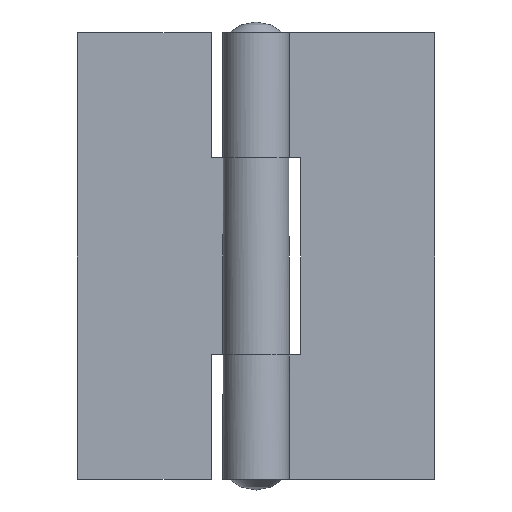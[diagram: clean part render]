
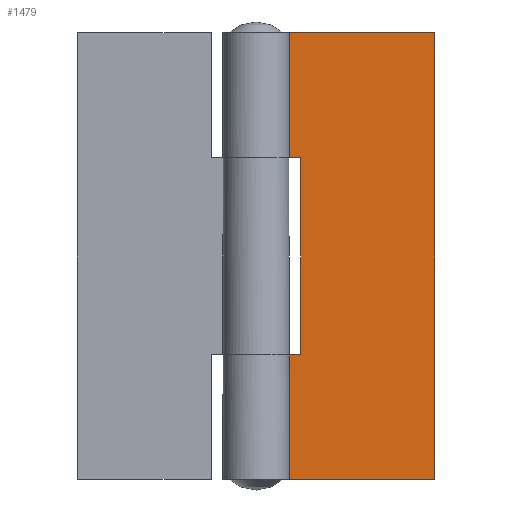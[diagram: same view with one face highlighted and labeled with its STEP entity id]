
A CAD part, front view. The second image highlights one B-rep face of the part: STEP entity #1479.
In plain terms, the highlighted free-form (B-spline) face has degree [1, 1] with [2, 2] control points.
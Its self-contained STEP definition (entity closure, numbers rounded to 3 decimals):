
#619=CARTESIAN_POINT('',(0.0,1.05,7.));
#620=VERTEX_POINT('',#619);
#621=CARTESIAN_POINT('',(0.0,1.05,0.0));
#622=VERTEX_POINT('',#621);
#623=CARTESIAN_POINT('',(0.0,1.05,7.));
#624=CARTESIAN_POINT('',(0.0,1.05,0.0));
#625=QUASI_UNIFORM_CURVE('',1,(#623,#624),.UNSPECIFIED.,.F.,.U.);
#626=EDGE_CURVE('',#620,#622,#625,.T.);
#949=CARTESIAN_POINT('',(2.5,1.05,7.));
#950=VERTEX_POINT('',#949);
#1009=CARTESIAN_POINT('',(2.5,1.05,7.));
#1010=CARTESIAN_POINT('',(0.0,1.05,7.));
#1011=QUASI_UNIFORM_CURVE('',1,(#1009,#1010),.UNSPECIFIED.,.F.,.U.);
#1012=EDGE_CURVE('',#950,#620,#1011,.T.);
#1024=CARTESIAN_POINT('',(0.0,1.05,18.0));
#1025=VERTEX_POINT('',#1024);
#1135=CARTESIAN_POINT('',(2.5,1.05,18.0));
#1136=VERTEX_POINT('',#1135);
#1142=CARTESIAN_POINT('',(0.0,1.05,18.0));
#1143=CARTESIAN_POINT('',(2.5,1.05,18.0));
#1144=QUASI_UNIFORM_CURVE('',1,(#1142,#1143),.UNSPECIFIED.,.F.,.U.);
#1145=EDGE_CURVE('',#1025,#1136,#1144,.T.);
#1162=CARTESIAN_POINT('',(2.5,1.05,18.0));
#1163=CARTESIAN_POINT('',(2.5,1.05,7.));
#1164=QUASI_UNIFORM_CURVE('',1,(#1162,#1163),.UNSPECIFIED.,.F.,.U.);
#1165=EDGE_CURVE('',#1136,#950,#1164,.T.);
#1226=CARTESIAN_POINT('',(10.0,1.05,0.0));
#1227=VERTEX_POINT('',#1226);
#1233=CARTESIAN_POINT('',(0.0,1.05,0.0));
#1234=CARTESIAN_POINT('',(10.0,1.05,0.0));
#1235=QUASI_UNIFORM_CURVE('',1,(#1233,#1234),.UNSPECIFIED.,.F.,.U.);
#1236=EDGE_CURVE('',#622,#1227,#1235,.T.);
#1248=CARTESIAN_POINT('',(0.0,1.05,25.0));
#1249=VERTEX_POINT('',#1248);
#1347=CARTESIAN_POINT('',(10.0,1.05,25.0));
#1348=VERTEX_POINT('',#1347);
#1349=CARTESIAN_POINT('',(0.0,1.05,25.0));
#1350=CARTESIAN_POINT('',(10.0,1.05,25.0));
#1351=QUASI_UNIFORM_CURVE('',1,(#1349,#1350),.UNSPECIFIED.,.F.,.U.);
#1352=EDGE_CURVE('',#1249,#1348,#1351,.T.);
#1452=CARTESIAN_POINT('',(10.0,1.05,25.0));
#1453=CARTESIAN_POINT('',(10.0,1.05,0.0));
#1454=QUASI_UNIFORM_CURVE('',1,(#1452,#1453),.UNSPECIFIED.,.F.,.U.);
#1455=EDGE_CURVE('',#1348,#1227,#1454,.T.);
#1460=CARTESIAN_POINT('',(-0.499,1.05,-1.249));
#1461=CARTESIAN_POINT('',(-0.499,1.05,26.249));
#1462=CARTESIAN_POINT('',(10.5,1.05,-1.249));
#1463=CARTESIAN_POINT('',(10.5,1.05,26.249));
#1464=B_SPLINE_SURFACE_WITH_KNOTS('',1,1,((#1460,#1462),(#1461,#1463)),.UNSPECIFIED.,.F.,.F.,.U.,(2,2),(2,2),(0.0,27.498),(0.0,10.999),.UNSPECIFIED.);
#1465=CARTESIAN_POINT('',(0.0,1.05,25.0));
#1466=CARTESIAN_POINT('',(0.0,1.05,18.0));
#1467=QUASI_UNIFORM_CURVE('',1,(#1465,#1466),.UNSPECIFIED.,.F.,.U.);
#1468=EDGE_CURVE('',#1249,#1025,#1467,.T.);
#1469=ORIENTED_EDGE('',*,*,#1468,.T.);
#1470=ORIENTED_EDGE('',*,*,#1145,.T.);
#1471=ORIENTED_EDGE('',*,*,#1165,.T.);
#1472=ORIENTED_EDGE('',*,*,#1012,.T.);
#1473=ORIENTED_EDGE('',*,*,#626,.T.);
#1474=ORIENTED_EDGE('',*,*,#1236,.T.);
#1475=ORIENTED_EDGE('',*,*,#1455,.F.);
#1476=ORIENTED_EDGE('',*,*,#1352,.F.);
#1477=EDGE_LOOP('',(#1469,#1470,#1471,#1472,#1473,#1474,#1475,#1476));
#1478=FACE_OUTER_BOUND('',#1477,.T.);
#1479=ADVANCED_FACE('',(#1478),#1464,.F.);
